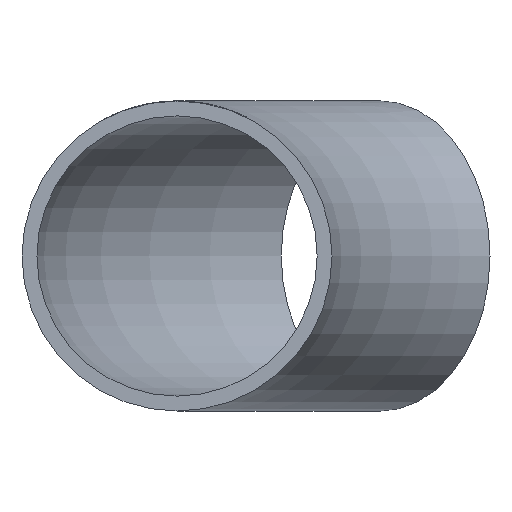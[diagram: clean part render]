
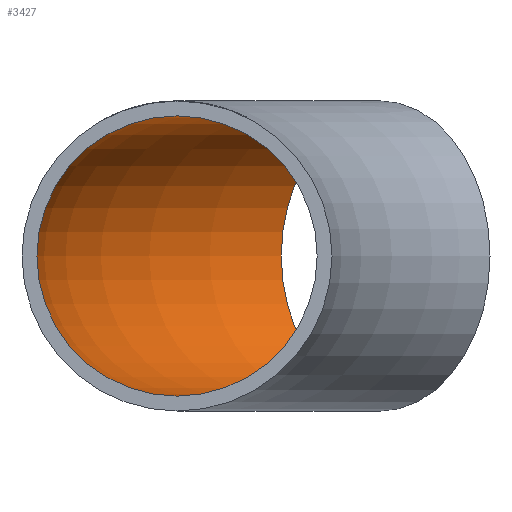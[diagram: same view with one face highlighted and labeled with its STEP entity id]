
A CAD part, front view. The second image highlights one B-rep face of the part: STEP entity #3427.
In plain terms, the highlighted toroidal (fillet/blend) face has major radius 135 mm and minor radius 27.25 mm.
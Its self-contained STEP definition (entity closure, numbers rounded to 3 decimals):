
#1193 = FACE_OUTER_BOUND ( 'NONE', #3461, .T. ) ;
#3427 = ADVANCED_FACE ( 'NONE', ( #1193, #19568 ), #20793, .F. ) ;
#3461 = EDGE_LOOP ( 'NONE', ( #16841 ) ) ;
#5118 = VERTEX_POINT ( 'NONE', #12437 ) ;
#5844 = DIRECTION ( 'NONE',  ( 0., 0., 1. ) ) ;
#6842 = EDGE_CURVE ( 'NONE', #16142, #16142, #11201, .T. ) ;
#7000 = AXIS2_PLACEMENT_3D ( 'NONE', #14955, #9328, #5844 ) ;
#7056 = DIRECTION ( 'NONE',  ( -0.707, 0.707, 0. ) ) ;
#7637 = AXIS2_PLACEMENT_3D ( 'NONE', #14240, #16156, #7056 ) ;
#8495 = CARTESIAN_POINT ( 'NONE',  ( 0., 0., 0. ) ) ;
#9328 = DIRECTION ( 'NONE',  ( 0., 1., 0. ) ) ;
#10285 = DIRECTION ( 'NONE',  ( 0., 0., -1. ) ) ;
#11201 = CIRCLE ( 'NONE', #7000, 27.25 ) ;
#12437 = CARTESIAN_POINT ( 'NONE',  ( -114.728, 114.728, 0. ) ) ;
#13571 = AXIS2_PLACEMENT_3D ( 'NONE', #8495, #10285, #21380 ) ;
#14240 = CARTESIAN_POINT ( 'NONE',  ( -95.459, 95.459, 0. ) ) ;
#14955 = CARTESIAN_POINT ( 'NONE',  ( -135., 0., 0. ) ) ;
#16142 = VERTEX_POINT ( 'NONE', #21860 ) ;
#16156 = DIRECTION ( 'NONE',  ( 0.707, 0.707, 0. ) ) ;
#16841 = ORIENTED_EDGE ( 'NONE', *, *, #20849, .T. ) ;
#19568 = FACE_OUTER_BOUND ( 'NONE', #22256, .T. ) ;
#20793 = TOROIDAL_SURFACE ( 'NONE', #13571, 135., 27.25 ) ;
#20849 = EDGE_CURVE ( 'NONE', #5118, #5118, #22527, .T. ) ;
#21380 = DIRECTION ( 'NONE',  ( -1., 0., 0. ) ) ;
#21860 = CARTESIAN_POINT ( 'NONE',  ( -135., 0., 27.25 ) ) ;
#22256 = EDGE_LOOP ( 'NONE', ( #23588 ) ) ;
#22527 = CIRCLE ( 'NONE', #7637, 27.25 ) ;
#23588 = ORIENTED_EDGE ( 'NONE', *, *, #6842, .F. ) ;
